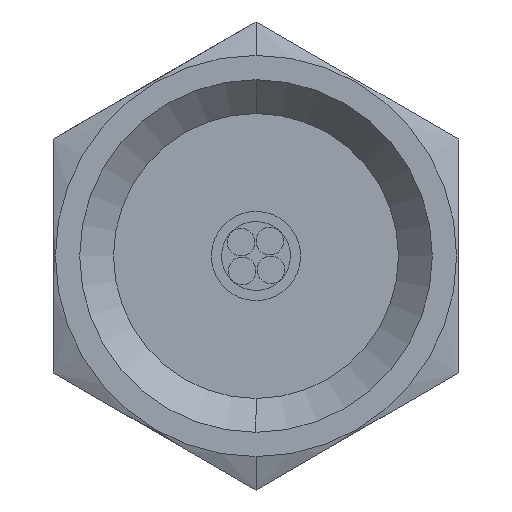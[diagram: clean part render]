
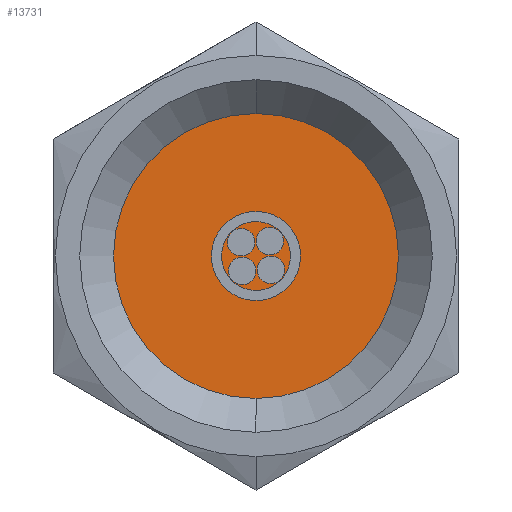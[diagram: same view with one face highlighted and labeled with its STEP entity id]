
A CAD part, left-side view. The second image highlights one B-rep face of the part: STEP entity #13731.
In plain terms, the highlighted planar face has unit normal (-1, 0, 0).
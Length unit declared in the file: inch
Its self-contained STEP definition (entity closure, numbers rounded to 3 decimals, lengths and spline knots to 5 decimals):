
#3282 = CARTESIAN_POINT ( 'NONE',  ( -1.5001, 0.23763, 0. ) ) ;
#3283 = PLANE ( 'NONE',  #3308 ) ;
#3284 = FACE_OUTER_BOUND ( 'NONE', #13732, .T. ) ;
#3285 = DIRECTION ( 'NONE',  ( 0., 0., 1. ) ) ;
#3286 = DIRECTION ( 'NONE',  ( 1., 0., 0. ) ) ;
#3287 = CARTESIAN_POINT ( 'NONE',  ( -1.5001, 0.23763, 0. ) ) ;
#3288 = AXIS2_PLACEMENT_3D ( 'NONE', #3287, #3286, #3285 ) ;
#3289 = CIRCLE ( 'NONE', #3288, 0.3515 ) ;
#3306 = DIRECTION ( 'NONE',  ( 0., 0., 1. ) ) ;
#3307 = DIRECTION ( 'NONE',  ( -1., 0., 0. ) ) ;
#3308 = AXIS2_PLACEMENT_3D ( 'NONE', #3282, #3307, #3306 ) ;
#8242 = CIRCLE ( 'NONE', #8286, 0.3515 ) ;
#8271 = CARTESIAN_POINT ( 'NONE',  ( -1.5001, 0.23763, 0. ) ) ;
#8281 = CARTESIAN_POINT ( 'NONE',  ( -1.5001, 0.23763, 0.3515 ) ) ;
#8283 = CARTESIAN_POINT ( 'NONE',  ( -1.5001, 0.23763, -0.3515 ) ) ;
#8286 = AXIS2_PLACEMENT_3D ( 'NONE', #8271, #8323, #8334 ) ;
#8323 = DIRECTION ( 'NONE',  ( 1., 0., 0. ) ) ;
#8334 = DIRECTION ( 'NONE',  ( 0., 0., 1. ) ) ;
#13727 = EDGE_CURVE ( 'NONE', #16000, #15998, #3289, .T. ) ;
#13731 = ADVANCED_FACE ( 'NONE', ( #3284 ), #3283, .T. ) ;
#13732 = EDGE_LOOP ( 'NONE', ( #13733, #13734 ) ) ;
#13733 = ORIENTED_EDGE ( 'NONE', *, *, #15996, .F. ) ;
#13734 = ORIENTED_EDGE ( 'NONE', *, *, #13727, .F. ) ;
#15996 = EDGE_CURVE ( 'NONE', #15998, #16000, #8242, .T. ) ;
#15998 = VERTEX_POINT ( 'NONE', #8281 ) ;
#16000 = VERTEX_POINT ( 'NONE', #8283 ) ;
